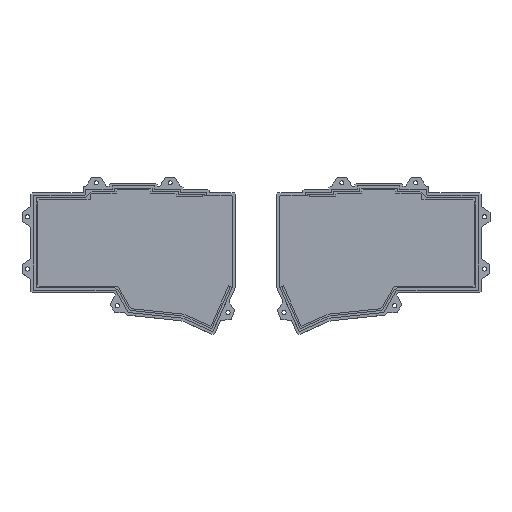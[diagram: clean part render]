
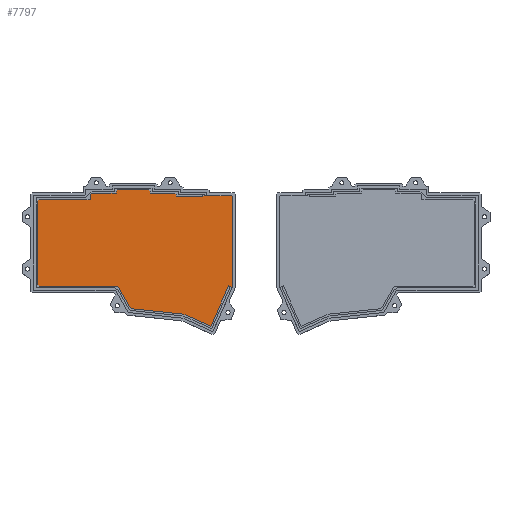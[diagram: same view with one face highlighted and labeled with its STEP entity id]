
A CAD part, top view. The second image highlights one B-rep face of the part: STEP entity #7797.
In plain terms, the highlighted planar face has unit normal (0, 0, 1).
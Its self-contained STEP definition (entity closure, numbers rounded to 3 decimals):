
#70=CARTESIAN_POINT('',(-207.991,0.969,-8.95));
#71=VERTEX_POINT('',#70);
#78=CARTESIAN_POINT('',(-209.9,1.478,-8.95));
#79=VERTEX_POINT('',#78);
#80=CARTESIAN_POINT('',(-207.991,0.969,-8.95));
#81=DIRECTION('',(-0.966,0.258,0.));
#82=VECTOR('',#81,1.976);
#83=LINE('',#80,#82);
#84=EDGE_CURVE('',#71,#79,#83,.T.);
#109=CARTESIAN_POINT('',(-246.623,5.318,-8.95));
#110=VERTEX_POINT('',#109);
#111=CARTESIAN_POINT('',(-246.623,5.318,-8.95));
#112=DIRECTION('',(0.995,-0.104,0.));
#113=VECTOR('',#112,36.923);
#114=LINE('',#111,#113);
#115=EDGE_CURVE('',#110,#79,#114,.T.);
#140=CARTESIAN_POINT('',(-248.114,6.29,-8.95));
#141=VERTEX_POINT('',#140);
#142=CARTESIAN_POINT('',(-248.114,6.29,-8.95));
#143=DIRECTION('',(0.838,-0.546,-0.));
#144=VECTOR('',#143,1.78);
#145=LINE('',#142,#144);
#146=EDGE_CURVE('',#141,#110,#145,.T.);
#172=CARTESIAN_POINT('',(-256.549,21.052,-8.95));
#173=VERTEX_POINT('',#172);
#180=CARTESIAN_POINT('',(-258.045,21.92,-8.95));
#181=VERTEX_POINT('',#180);
#182=CARTESIAN_POINT('',(-256.549,21.052,-8.95));
#183=DIRECTION('',(-0.865,0.502,0.));
#184=VECTOR('',#183,1.73);
#185=LINE('',#182,#184);
#186=EDGE_CURVE('',#173,#181,#185,.T.);
#209=CARTESIAN_POINT('',(-256.549,21.052,-8.95));
#210=DIRECTION('',(0.496,-0.868,0.));
#211=VECTOR('',#210,17.002);
#212=LINE('',#209,#211);
#213=EDGE_CURVE('',#173,#141,#212,.T.);
#234=CARTESIAN_POINT('',(-314.412,21.92,-8.95));
#235=VERTEX_POINT('',#234);
#242=CARTESIAN_POINT('',(-315.412,22.92,-8.95));
#243=VERTEX_POINT('',#242);
#244=CARTESIAN_POINT('',(-315.412,22.92,-8.95));
#245=DIRECTION('',(0.707,-0.707,-0.));
#246=VECTOR('',#245,1.414);
#247=LINE('',#244,#246);
#248=EDGE_CURVE('',#243,#235,#247,.T.);
#273=CARTESIAN_POINT('',(-315.412,83.87,-8.95));
#274=VERTEX_POINT('',#273);
#275=CARTESIAN_POINT('',(-315.412,83.87,-8.95));
#276=DIRECTION('',(0.,-1.,0.));
#277=VECTOR('',#276,60.95);
#278=LINE('',#275,#277);
#279=EDGE_CURVE('',#274,#243,#278,.T.);
#304=CARTESIAN_POINT('',(-314.412,84.87,-8.95));
#305=VERTEX_POINT('',#304);
#306=CARTESIAN_POINT('',(-314.412,84.87,-8.95));
#307=DIRECTION('',(-0.707,-0.707,-0.));
#308=VECTOR('',#307,1.414);
#309=LINE('',#306,#308);
#310=EDGE_CURVE('',#305,#274,#309,.T.);
#335=CARTESIAN_POINT('',(-277.328,84.871,-8.95));
#336=VERTEX_POINT('',#335);
#337=CARTESIAN_POINT('',(-277.328,84.871,-8.95));
#338=DIRECTION('',(-1.,0.,-0.));
#339=VECTOR('',#338,37.084);
#340=LINE('',#337,#339);
#341=EDGE_CURVE('',#336,#305,#340,.T.);
#367=CARTESIAN_POINT('',(-277.328,88.633,-8.95));
#368=VERTEX_POINT('',#367);
#375=CARTESIAN_POINT('',(-276.328,89.633,-8.95));
#376=VERTEX_POINT('',#375);
#377=CARTESIAN_POINT('',(-276.328,89.633,-8.95));
#378=DIRECTION('',(-0.707,-0.707,-0.));
#379=VECTOR('',#378,1.414);
#380=LINE('',#377,#379);
#381=EDGE_CURVE('',#376,#368,#380,.T.);
#406=CARTESIAN_POINT('',(-258.278,89.633,-8.95));
#407=VERTEX_POINT('',#406);
#408=CARTESIAN_POINT('',(-258.278,89.633,-8.95));
#409=DIRECTION('',(-1.,0.,-0.));
#410=VECTOR('',#409,18.05);
#411=LINE('',#408,#410);
#412=EDGE_CURVE('',#407,#376,#411,.T.);
#438=CARTESIAN_POINT('',(-258.278,91.014,-8.95));
#439=VERTEX_POINT('',#438);
#446=CARTESIAN_POINT('',(-257.278,92.014,-8.95));
#447=VERTEX_POINT('',#446);
#448=CARTESIAN_POINT('',(-257.278,92.014,-8.95));
#449=DIRECTION('',(-0.707,-0.707,-0.));
#450=VECTOR('',#449,1.414);
#451=LINE('',#448,#450);
#452=EDGE_CURVE('',#447,#439,#451,.T.);
#477=CARTESIAN_POINT('',(-234.428,92.014,-8.95));
#478=VERTEX_POINT('',#477);
#479=CARTESIAN_POINT('',(-234.428,92.014,-8.95));
#480=DIRECTION('',(-1.,0.,-0.));
#481=VECTOR('',#480,22.85);
#482=LINE('',#479,#481);
#483=EDGE_CURVE('',#478,#447,#482,.T.);
#508=CARTESIAN_POINT('',(-233.428,91.014,-8.95));
#509=VERTEX_POINT('',#508);
#510=CARTESIAN_POINT('',(-233.428,91.014,-8.95));
#511=DIRECTION('',(-0.707,0.707,0.));
#512=VECTOR('',#511,1.414);
#513=LINE('',#510,#512);
#514=EDGE_CURVE('',#509,#478,#513,.T.);
#539=CARTESIAN_POINT('',(-233.428,89.634,-8.95));
#540=VERTEX_POINT('',#539);
#541=CARTESIAN_POINT('',(-233.428,89.634,-8.95));
#542=DIRECTION('',(0.,1.,-0.));
#543=VECTOR('',#542,1.38);
#544=LINE('',#541,#543);
#545=EDGE_CURVE('',#540,#509,#544,.T.);
#571=CARTESIAN_POINT('',(-215.378,89.634,-8.95));
#572=VERTEX_POINT('',#571);
#579=CARTESIAN_POINT('',(-214.378,88.634,-8.95));
#580=VERTEX_POINT('',#579);
#581=CARTESIAN_POINT('',(-214.378,88.634,-8.95));
#582=DIRECTION('',(-0.707,0.707,0.));
#583=VECTOR('',#582,1.414);
#584=LINE('',#581,#583);
#585=EDGE_CURVE('',#580,#572,#584,.T.);
#610=CARTESIAN_POINT('',(-214.378,87.25,-8.95));
#611=VERTEX_POINT('',#610);
#612=CARTESIAN_POINT('',(-214.378,87.25,-8.95));
#613=DIRECTION('',(0.,1.,-0.));
#614=VECTOR('',#613,1.384);
#615=LINE('',#612,#614);
#616=EDGE_CURVE('',#611,#580,#615,.T.);
#639=CARTESIAN_POINT('',(-258.278,91.014,-8.95));
#640=DIRECTION('',(-0.,-1.,-0.));
#641=VECTOR('',#640,1.381);
#642=LINE('',#639,#641);
#643=EDGE_CURVE('',#439,#407,#642,.T.);
#661=CARTESIAN_POINT('',(-277.328,88.633,-8.95));
#662=DIRECTION('',(-0.,-1.,-0.));
#663=VECTOR('',#662,3.762);
#664=LINE('',#661,#663);
#665=EDGE_CURVE('',#368,#336,#664,.T.);
#683=CARTESIAN_POINT('',(-314.412,21.92,-8.95));
#684=DIRECTION('',(1.,0.,0.));
#685=VECTOR('',#684,56.367);
#686=LINE('',#683,#685);
#687=EDGE_CURVE('',#235,#181,#686,.T.);
#706=CARTESIAN_POINT('',(-189.253,-7.327,-8.95));
#707=VERTEX_POINT('',#706);
#714=CARTESIAN_POINT('',(-207.991,0.969,-8.95));
#715=DIRECTION('',(0.914,-0.405,0.));
#716=VECTOR('',#715,20.493);
#717=LINE('',#714,#716);
#718=EDGE_CURVE('',#71,#707,#717,.T.);
#737=CARTESIAN_POINT('',(-176.263,22.014,-8.95));
#738=VERTEX_POINT('',#737);
#745=CARTESIAN_POINT('',(-189.253,-7.327,-8.95));
#746=DIRECTION('',(0.405,0.914,0.));
#747=VECTOR('',#746,32.088);
#748=LINE('',#745,#747);
#749=EDGE_CURVE('',#707,#738,#748,.T.);
#770=CARTESIAN_POINT('',(-195.328,87.25,-8.95));
#771=VERTEX_POINT('',#770);
#778=CARTESIAN_POINT('',(-195.328,87.869,-8.95));
#779=VERTEX_POINT('',#778);
#780=CARTESIAN_POINT('',(-195.328,87.869,-8.95));
#781=DIRECTION('',(-0.,-1.,-0.));
#782=VECTOR('',#781,0.619);
#783=LINE('',#780,#782);
#784=EDGE_CURVE('',#779,#771,#783,.T.);
#807=CARTESIAN_POINT('',(-215.378,89.634,-8.95));
#808=DIRECTION('',(-1.,0.,-0.));
#809=VECTOR('',#808,18.05);
#810=LINE('',#807,#809);
#811=EDGE_CURVE('',#572,#540,#810,.T.);
#829=CARTESIAN_POINT('',(-195.328,87.25,-8.95));
#830=DIRECTION('',(-1.,0.,-0.));
#831=VECTOR('',#830,19.05);
#832=LINE('',#829,#831);
#833=EDGE_CURVE('',#771,#611,#832,.T.);
#7028=CARTESIAN_POINT('',(-173.263,86.869,-8.95));
#7029=VERTEX_POINT('',#7028);
#7030=CARTESIAN_POINT('',(-174.263,87.869,-8.95));
#7031=VERTEX_POINT('',#7030);
#7032=CARTESIAN_POINT('',(-173.263,86.869,-8.95));
#7033=DIRECTION('',(-0.707,0.707,0.));
#7034=VECTOR('',#7033,1.414);
#7035=LINE('',#7032,#7034);
#7036=EDGE_CURVE('',#7029,#7031,#7035,.T.);
#7060=CARTESIAN_POINT('',(-173.263,21.38,-8.95));
#7061=VERTEX_POINT('',#7060);
#7062=CARTESIAN_POINT('',(-173.263,21.38,-8.95));
#7063=DIRECTION('',(0.,1.,-0.));
#7064=VECTOR('',#7063,65.489);
#7065=LINE('',#7062,#7064);
#7066=EDGE_CURVE('',#7061,#7029,#7065,.T.);
#7743=CARTESIAN_POINT('',(-245.837,41.545,-8.95));
#7744=DIRECTION('',(0.,0.,-1.));
#7745=DIRECTION('',(1.,-0.,0.));
#7746=AXIS2_PLACEMENT_3D('',#7743,#7744,#7745);
#7747=PLANE('',#7746);
#7748=ORIENTED_EDGE('',*,*,#146,.T.);
#7749=ORIENTED_EDGE('',*,*,#115,.T.);
#7750=ORIENTED_EDGE('',*,*,#84,.F.);
#7751=ORIENTED_EDGE('',*,*,#718,.T.);
#7752=ORIENTED_EDGE('',*,*,#749,.T.);
#7753=CARTESIAN_POINT('',(-173.74,20.3,-8.95));
#7754=VERTEX_POINT('',#7753);
#7755=CARTESIAN_POINT('',(-173.74,20.3,-8.95));
#7756=DIRECTION('',(-0.827,0.562,0.));
#7757=VECTOR('',#7756,3.049);
#7758=LINE('',#7755,#7757);
#7759=EDGE_CURVE('',#7754,#738,#7758,.T.);
#7760=ORIENTED_EDGE('',*,*,#7759,.F.);
#7761=CARTESIAN_POINT('',(-173.74,20.3,-8.95));
#7762=DIRECTION('',(0.405,0.914,0.));
#7763=VECTOR('',#7762,1.18);
#7764=LINE('',#7761,#7763);
#7765=EDGE_CURVE('',#7754,#7061,#7764,.T.);
#7766=ORIENTED_EDGE('',*,*,#7765,.T.);
#7767=ORIENTED_EDGE('',*,*,#7066,.T.);
#7768=ORIENTED_EDGE('',*,*,#7036,.T.);
#7769=CARTESIAN_POINT('',(-174.263,87.869,-8.95));
#7770=DIRECTION('',(-1.,0.,-0.));
#7771=VECTOR('',#7770,21.066);
#7772=LINE('',#7769,#7771);
#7773=EDGE_CURVE('',#7031,#779,#7772,.T.);
#7774=ORIENTED_EDGE('',*,*,#7773,.T.);
#7775=ORIENTED_EDGE('',*,*,#784,.T.);
#7776=ORIENTED_EDGE('',*,*,#833,.T.);
#7777=ORIENTED_EDGE('',*,*,#616,.T.);
#7778=ORIENTED_EDGE('',*,*,#585,.T.);
#7779=ORIENTED_EDGE('',*,*,#811,.T.);
#7780=ORIENTED_EDGE('',*,*,#545,.T.);
#7781=ORIENTED_EDGE('',*,*,#514,.T.);
#7782=ORIENTED_EDGE('',*,*,#483,.T.);
#7783=ORIENTED_EDGE('',*,*,#452,.T.);
#7784=ORIENTED_EDGE('',*,*,#643,.T.);
#7785=ORIENTED_EDGE('',*,*,#412,.T.);
#7786=ORIENTED_EDGE('',*,*,#381,.T.);
#7787=ORIENTED_EDGE('',*,*,#665,.T.);
#7788=ORIENTED_EDGE('',*,*,#341,.T.);
#7789=ORIENTED_EDGE('',*,*,#310,.T.);
#7790=ORIENTED_EDGE('',*,*,#279,.T.);
#7791=ORIENTED_EDGE('',*,*,#248,.T.);
#7792=ORIENTED_EDGE('',*,*,#687,.T.);
#7793=ORIENTED_EDGE('',*,*,#186,.F.);
#7794=ORIENTED_EDGE('',*,*,#213,.T.);
#7795=EDGE_LOOP('',(#7748,#7749,#7750,#7751,#7752,#7760,#7766,#7767,#7768,#7774,#7775,#7776,#7777,#7778,#7779,#7780,#7781,#7782,#7783,#7784,#7785,#7786,#7787,#7788,#7789,#7790,
#7791,#7792,#7793,#7794));
#7796=FACE_BOUND('',#7795,.T.);
#7797=ADVANCED_FACE('',(#7796),#7747,.F.);
